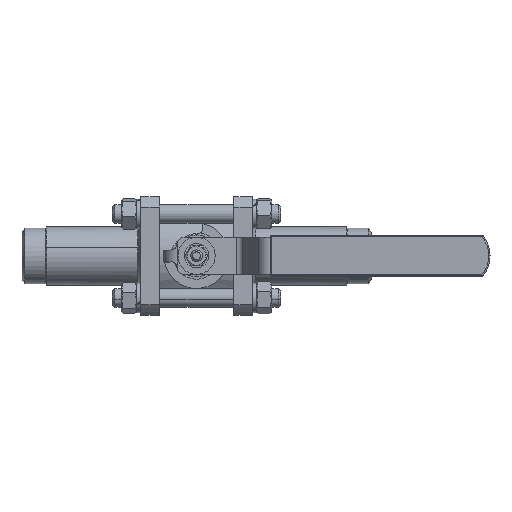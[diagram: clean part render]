
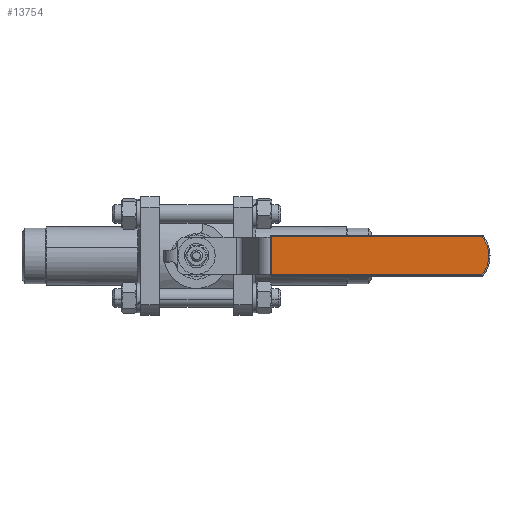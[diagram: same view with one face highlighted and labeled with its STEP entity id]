
A CAD part, top view. The second image highlights one B-rep face of the part: STEP entity #13754.
In plain terms, the highlighted planar face has unit normal (0, 0, 1).
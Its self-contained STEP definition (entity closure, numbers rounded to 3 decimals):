
#3918=CARTESIAN_POINT('',(251.143,0.,124.5));
#3919=VERTEX_POINT('',#3918);
#3929=CARTESIAN_POINT('',(245.238,-16.5,124.5));
#3930=VERTEX_POINT('',#3929);
#3931=CARTESIAN_POINT('',(225.137,0.,124.5));
#3932=DIRECTION('',(0.0,0.0,-1.0));
#3933=DIRECTION('',(1.0,0.0,0.0));
#3934=AXIS2_PLACEMENT_3D('',#3931,#3932,#3933);
#3935=CIRCLE('',#3934,26.006);
#3936=EDGE_CURVE('',#3919,#3930,#3935,.T.);
#13364=CARTESIAN_POINT('',(64.517,-16.5,124.5));
#13365=VERTEX_POINT('',#13364);
#13457=CARTESIAN_POINT('',(64.517,16.5,124.5));
#13458=VERTEX_POINT('',#13457);
#13499=CARTESIAN_POINT('',(245.238,16.5,124.5));
#13500=VERTEX_POINT('',#13499);
#13525=CARTESIAN_POINT('',(64.517,16.5,124.5));
#13526=DIRECTION('',(1.0,0.0,0.0));
#13527=VECTOR('',#13526,180.721);
#13528=LINE('',#13525,#13527);
#13529=EDGE_CURVE('',#13458,#13500,#13528,.T.);
#13574=CARTESIAN_POINT('',(225.137,0.,124.5));
#13575=DIRECTION('',(0.0,0.0,-1.0));
#13576=DIRECTION('',(1.0,0.0,0.0));
#13577=AXIS2_PLACEMENT_3D('',#13574,#13575,#13576);
#13578=CIRCLE('',#13577,26.006);
#13579=EDGE_CURVE('',#13500,#3919,#13578,.T.);
#13608=CARTESIAN_POINT('',(64.517,-16.5,124.5));
#13609=DIRECTION('',(0.0,1.0,0.0));
#13610=VECTOR('',#13609,33.0);
#13611=LINE('',#13608,#13610);
#13612=EDGE_CURVE('',#13365,#13458,#13611,.T.);
#13662=CARTESIAN_POINT('',(245.238,-16.5,124.5));
#13663=DIRECTION('',(-1.0,0.0,0.0));
#13664=VECTOR('',#13663,180.721);
#13665=LINE('',#13662,#13664);
#13666=EDGE_CURVE('',#3930,#13365,#13665,.T.);
#13742=CARTESIAN_POINT('',(246.745,0.,124.5));
#13743=DIRECTION('',(0.0,0.0,1.0));
#13744=DIRECTION('',(-1.0,0.0,0.0));
#13745=AXIS2_PLACEMENT_3D('',#13742,#13743,#13744);
#13746=PLANE('',#13745);
#13747=ORIENTED_EDGE('',*,*,#13529,.F.);
#13748=ORIENTED_EDGE('',*,*,#13612,.F.);
#13749=ORIENTED_EDGE('',*,*,#13666,.F.);
#13750=ORIENTED_EDGE('',*,*,#3936,.F.);
#13751=ORIENTED_EDGE('',*,*,#13579,.F.);
#13752=EDGE_LOOP('',(#13747,#13748,#13749,#13750,#13751));
#13753=FACE_OUTER_BOUND('',#13752,.T.);
#13754=ADVANCED_FACE('',(#13753),#13746,.T.);
